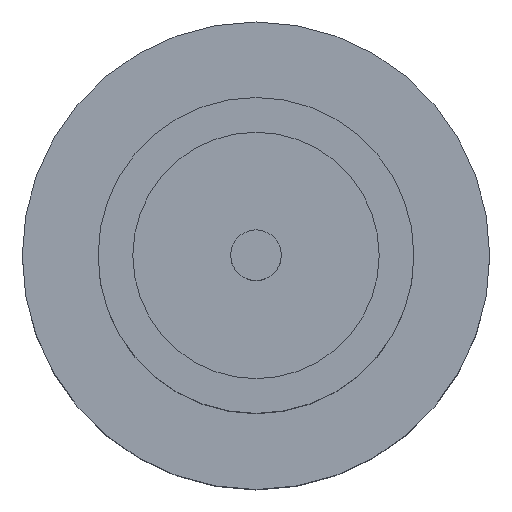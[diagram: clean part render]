
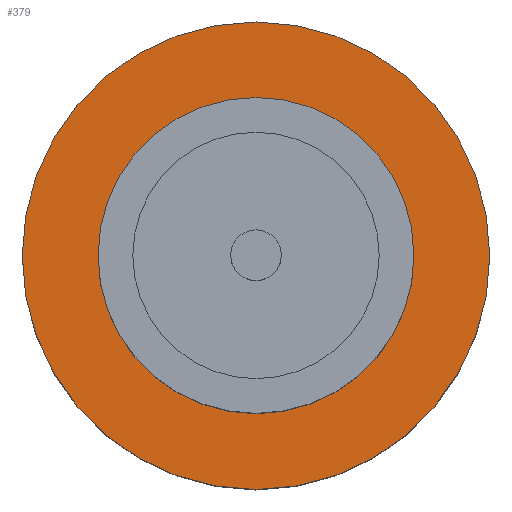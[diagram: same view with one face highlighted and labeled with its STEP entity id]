
A CAD part, top view. The second image highlights one B-rep face of the part: STEP entity #379.
In plain terms, the highlighted planar face has unit normal (0, 0, 1).
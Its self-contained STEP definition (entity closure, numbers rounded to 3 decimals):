
#6 = CIRCLE ( 'NONE', #202, 1.85 ) ;
#13 = DIRECTION ( 'NONE',  ( 0., 0., 1. ) ) ;
#24 = FACE_BOUND ( 'NONE', #435, .T. ) ;
#51 = CARTESIAN_POINT ( 'NONE',  ( 0., 0., 1.55 ) ) ;
#81 = VERTEX_POINT ( 'NONE', #201 ) ;
#87 = DIRECTION ( 'NONE',  ( 1., 0., 0. ) ) ;
#89 = EDGE_CURVE ( 'NONE', #81, #771, #139, .T. ) ;
#94 = CARTESIAN_POINT ( 'NONE',  ( 0., 0., 1.55 ) ) ;
#117 = EDGE_CURVE ( 'NONE', #771, #81, #644, .T. ) ;
#139 = CIRCLE ( 'NONE', #442, 1.25 ) ;
#146 = DIRECTION ( 'NONE',  ( 0., 0., 1. ) ) ;
#172 = EDGE_CURVE ( 'NONE', #179, #787, #6, .T. ) ;
#179 = VERTEX_POINT ( 'NONE', #413 ) ;
#201 = CARTESIAN_POINT ( 'NONE',  ( 1.25, 0., 1.55 ) ) ;
#202 = AXIS2_PLACEMENT_3D ( 'NONE', #816, #407, #292 ) ;
#204 = DIRECTION ( 'NONE',  ( 1., 0., 0. ) ) ;
#272 = CARTESIAN_POINT ( 'NONE',  ( 1.85, 0., 1.55 ) ) ;
#273 = CARTESIAN_POINT ( 'NONE',  ( 0., 0., 1.55 ) ) ;
#284 = EDGE_LOOP ( 'NONE', ( #714, #414 ) ) ;
#292 = DIRECTION ( 'NONE',  ( 1., 0., 0. ) ) ;
#319 = DIRECTION ( 'NONE',  ( 1., 0., 0. ) ) ;
#338 = AXIS2_PLACEMENT_3D ( 'NONE', #491, #567, #626 ) ;
#379 = ADVANCED_FACE ( 'NONE', ( #24, #500 ), #556, .T. ) ;
#407 = DIRECTION ( 'NONE',  ( 0., 0., 1. ) ) ;
#413 = CARTESIAN_POINT ( 'NONE',  ( -1.85, 0., 1.55 ) ) ;
#414 = ORIENTED_EDGE ( 'NONE', *, *, #495, .T. ) ;
#435 = EDGE_LOOP ( 'NONE', ( #466, #848 ) ) ;
#442 = AXIS2_PLACEMENT_3D ( 'NONE', #273, #146, #204 ) ;
#463 = CARTESIAN_POINT ( 'NONE',  ( -1.25, 0., 1.55 ) ) ;
#466 = ORIENTED_EDGE ( 'NONE', *, *, #89, .F. ) ;
#491 = CARTESIAN_POINT ( 'NONE',  ( 0., 0., 1.55 ) ) ;
#495 = EDGE_CURVE ( 'NONE', #787, #179, #792, .T. ) ;
#500 = FACE_OUTER_BOUND ( 'NONE', #284, .T. ) ;
#554 = AXIS2_PLACEMENT_3D ( 'NONE', #51, #642, #319 ) ;
#556 = PLANE ( 'NONE',  #338 ) ;
#567 = DIRECTION ( 'NONE',  ( 0., 0., 1. ) ) ;
#626 = DIRECTION ( 'NONE',  ( 1., 0., 0. ) ) ;
#642 = DIRECTION ( 'NONE',  ( 0., 0., 1. ) ) ;
#644 = CIRCLE ( 'NONE', #847, 1.25 ) ;
#714 = ORIENTED_EDGE ( 'NONE', *, *, #172, .T. ) ;
#771 = VERTEX_POINT ( 'NONE', #463 ) ;
#787 = VERTEX_POINT ( 'NONE', #272 ) ;
#792 = CIRCLE ( 'NONE', #554, 1.85 ) ;
#816 = CARTESIAN_POINT ( 'NONE',  ( 0., 0., 1.55 ) ) ;
#847 = AXIS2_PLACEMENT_3D ( 'NONE', #94, #13, #87 ) ;
#848 = ORIENTED_EDGE ( 'NONE', *, *, #117, .F. ) ;
